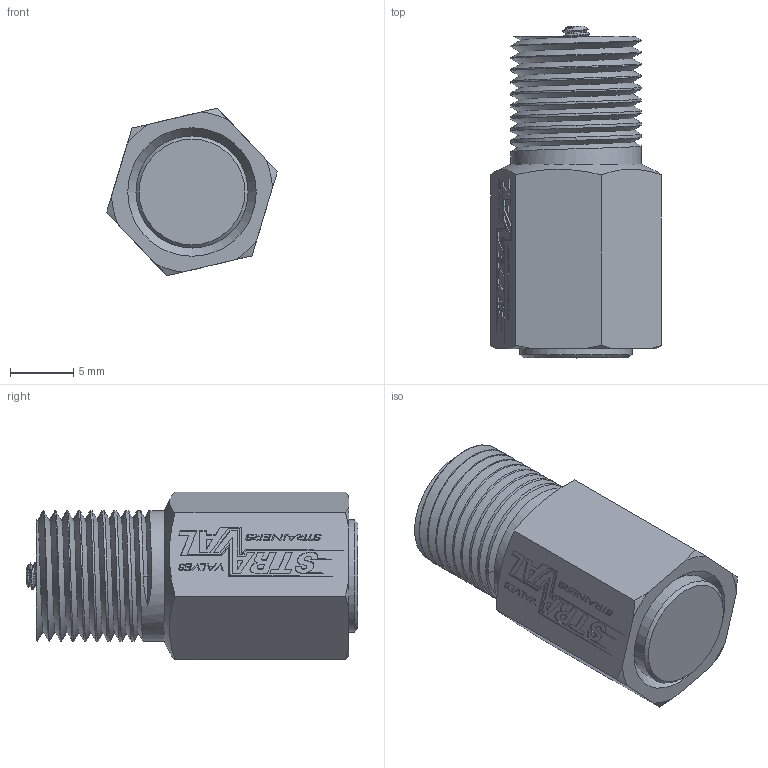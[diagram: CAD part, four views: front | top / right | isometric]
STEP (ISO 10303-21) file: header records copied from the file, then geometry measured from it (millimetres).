
FILE_DESCRIPTION (( 'STEP AP214' ), '1' );
FILE_NAME ('RVA05-01T.STEP', '2024-11-22T15:58:29', ( '' ), ( '' ), 'SwSTEP 2.0', 'SolidWorks 2018', '' );
FILE_SCHEMA (( 'AUTOMOTIVE_DESIGN' ));
Length unit declared in the file: inch
Products named in the file (2): RVA05-01T
Bounding box: 13.45 x 26.16 x 13.23 mm (x, y, z)
Volume: 2295.1 mm3; surface area: 1896.6 mm2
Topology: 1 solids, 1 shells, 285 faces, 752 edges, 499 vertices
Faces by surface type: plane 224, cylinder 26, bspline 24, cone 11
Full cylindrical faces by diameter (mm): 6.35 x1, 8.839 x1, 10.287 x9
Entity records: 20160 total; most frequent: CARTESIAN_POINT 10690, ORIENTED_EDGE 1426, DIRECTION 1199, EDGE_CURVE 713, LINE 585, VECTOR 585, VERTEX_POINT 476, EDGE_LOOP 315
